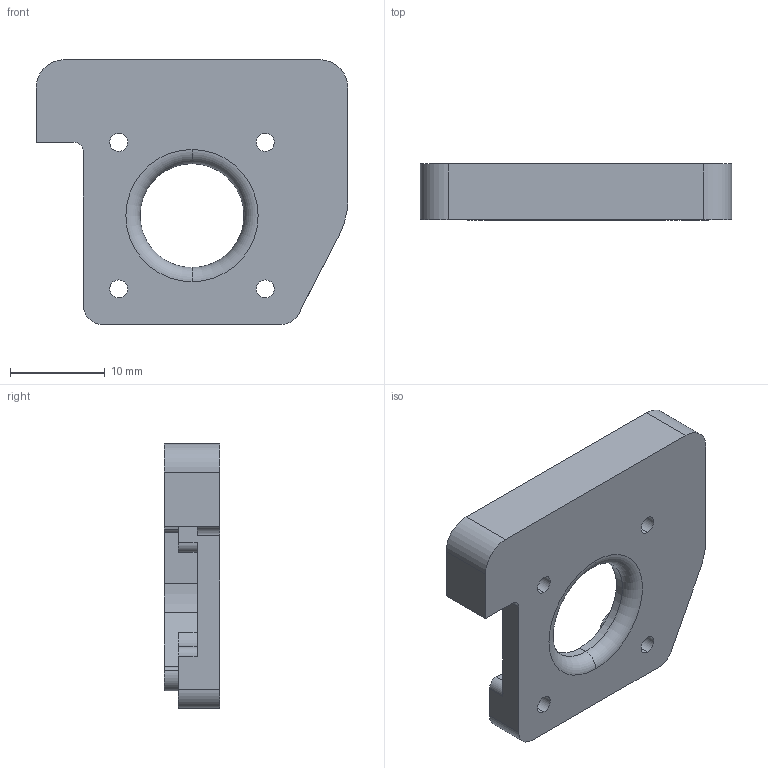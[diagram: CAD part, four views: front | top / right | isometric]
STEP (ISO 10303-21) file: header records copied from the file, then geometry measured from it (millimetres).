
FILE_DESCRIPTION (( 'STEP AP203' ), '1' );
FILE_NAME ('ENCODER PCB MOUNT.STEP', '2023-06-05T19:57:14', ( '' ), ( '' ), 'SwSTEP 2.0', 'SolidWorks 2020', '' );
FILE_SCHEMA (( 'CONFIG_CONTROL_DESIGN' ));
Length unit declared in the file: millimetre
Products named in the file (1): ENCODER PCB MOUNT
Bounding box: 33 x 5.9 x 28 mm (x, y, z)
Volume: 2217.9 mm3; surface area: 2476.5 mm2
Topology: 1 solids, 1 shells, 96 faces, 277 edges, 184 vertices
Faces by surface type: cylinder 60, plane 34, torus 2
Entity records: 3314 total; most frequent: DIRECTION 603, CARTESIAN_POINT 558, ORIENTED_EDGE 554, EDGE_CURVE 277, AXIS2_PLACEMENT_3D 229, VERTEX_POINT 184, LINE 145, VECTOR 145
